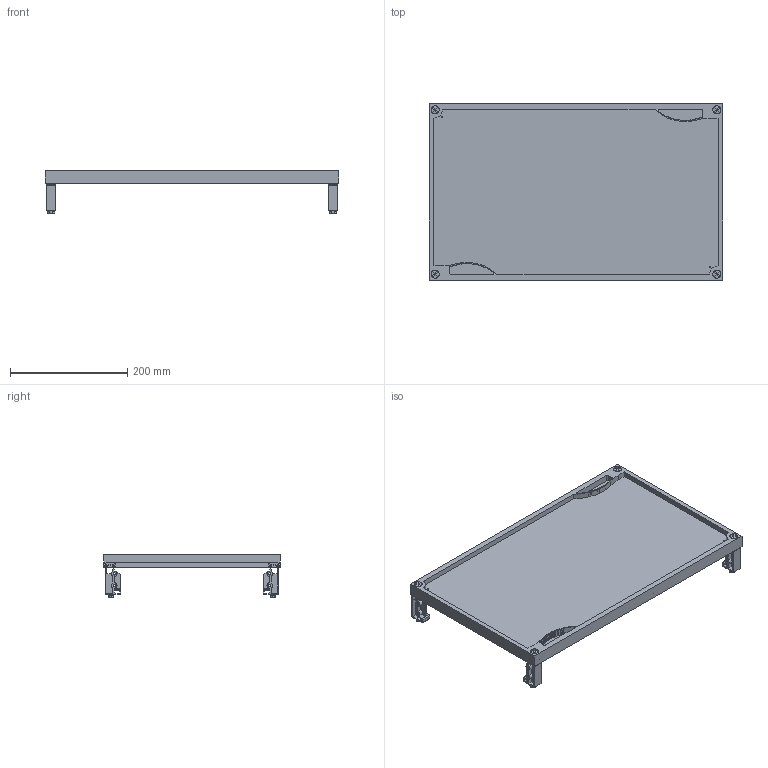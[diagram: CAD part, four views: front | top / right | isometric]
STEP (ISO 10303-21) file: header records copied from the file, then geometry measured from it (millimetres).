
FILE_DESCRIPTION(('STEP AP214'),'1');
FILE_NAME('cctmp_1F9EEDB6-D5BF-48F9-BBE8-3B277FD56950_2023_07_22_14_56_22_0859..stp','2023-07-22T12:56:23',('SIEMENS A&D'),('CADClick - www.CADClick.com'),'Spatial InterOp 3D postprocessed',' ','unknown authorization');
FILE_SCHEMA(('AUTOMOTIVE_DESIGN'));
Length unit declared in the file: millimetre
Products named in the file (10): cc_unnamed; 2023_07_22_14_56_22_0820; 2023_07_22_14_56_22_0816; 2023_07_22_14_56_22_0812; 2023_07_22_14_56_22_0808; 2023_07_22_14_56_22_0804; 2023_07_22_14_56_22_0800; 2023_07_22_14_56_22_0796; 2023_07_22_14_56_22_0792; 2023_07_22_14_56_22_0788
Assembly tree (9 placements, depth 2):
  cc_unnamed
    2023_07_22_14_56_22_0820
    2023_07_22_14_56_22_0816
    2023_07_22_14_56_22_0812
    2023_07_22_14_56_22_0808
    2023_07_22_14_56_22_0804
    2023_07_22_14_56_22_0800
    2023_07_22_14_56_22_0796
    2023_07_22_14_56_22_0792
    2023_07_22_14_56_22_0788
Bounding box: 500 x 300 x 74.23 mm (x, y, z)
Volume: 913492.3 mm3; surface area: 405345.1 mm2
Topology: 9 solids, 9 shells, 748 faces, 2064 edges, 1356 vertices
Faces by surface type: plane 510, cylinder 214, torus 16, cone 8
Entity records: 26888 total; most frequent: CARTESIAN_POINT 4686, ORIENTED_EDGE 4160, DIRECTION 4140, EDGE_CURVE 2080, LINE 1416, VECTOR 1416, VERTEX_POINT 1372, AXIS2_PLACEMENT_3D 1362
